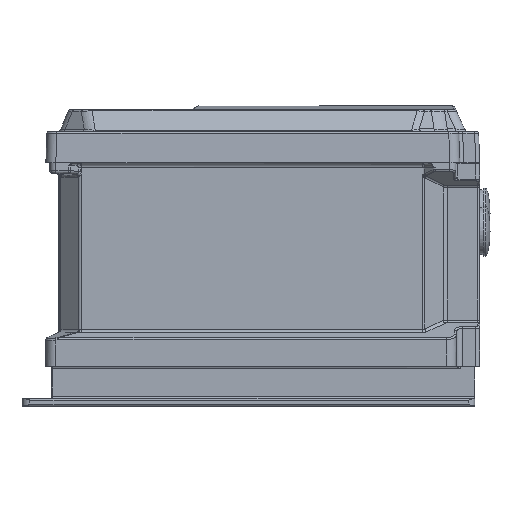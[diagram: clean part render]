
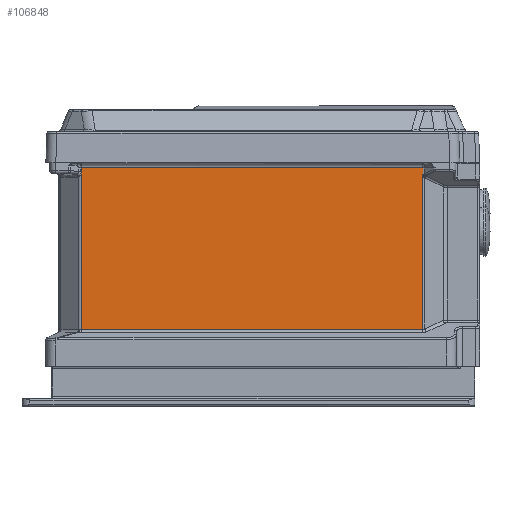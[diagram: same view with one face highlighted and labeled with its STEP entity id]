
A CAD part, left-side view. The second image highlights one B-rep face of the part: STEP entity #106848.
In plain terms, the highlighted planar face has unit normal (-1, 0, 0).
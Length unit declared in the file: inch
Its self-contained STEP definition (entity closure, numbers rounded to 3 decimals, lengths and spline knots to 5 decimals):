
#2568 = VECTOR ( 'NONE', #141136, 39.37008 ) ;
#2574 = LINE ( 'NONE', #119462, #20669 ) ;
#5407 = VECTOR ( 'NONE', #149839, 39.37008 ) ;
#9776 = CARTESIAN_POINT ( 'NONE',  ( -3.26772, -1.94019, -1.33711 ) ) ;
#11651 = LINE ( 'NONE', #108510, #94574 ) ;
#13094 = LINE ( 'NONE', #152711, #5407 ) ;
#20669 = VECTOR ( 'NONE', #138283, 39.37008 ) ;
#25313 = CARTESIAN_POINT ( 'NONE',  ( -3.26772, 5.24007, -4.40717 ) ) ;
#25569 = FACE_OUTER_BOUND ( 'NONE', #100040, .T. ) ;
#35089 = CARTESIAN_POINT ( 'NONE',  ( -3.26772, -1.94019, -4.40717 ) ) ;
#43386 = ORIENTED_EDGE ( 'NONE', *, *, #105141, .T. ) ;
#53932 = PLANE ( 'NONE',  #191453 ) ;
#58227 = CARTESIAN_POINT ( 'NONE',  ( -3.26772, 4.81375, -4.48151 ) ) ;
#61250 = CARTESIAN_POINT ( 'NONE',  ( -3.26772, 4.81375, -4.40717 ) ) ;
#69893 = DIRECTION ( 'NONE',  ( -1., 0., 0. ) ) ;
#75163 = VERTEX_POINT ( 'NONE', #35089 ) ;
#81323 = EDGE_CURVE ( 'NONE', #166437, #170048, #2574, .T. ) ;
#86788 = EDGE_CURVE ( 'NONE', #124799, #141202, #171517, .T. ) ;
#88685 = CARTESIAN_POINT ( 'NONE',  ( -3.26772, 5.24007, -4.48151 ) ) ;
#94574 = VECTOR ( 'NONE', #105657, 39.37008 ) ;
#100040 = EDGE_LOOP ( 'NONE', ( #204793, #43386, #171611, #209970, #184523 ) ) ;
#105141 = EDGE_CURVE ( 'NONE', #170048, #124799, #13094, .T. ) ;
#105657 = DIRECTION ( 'NONE',  ( 0., 0., 1. ) ) ;
#106848 = ADVANCED_FACE ( 'NONE', ( #25569 ), #53932, .T. ) ;
#108510 = CARTESIAN_POINT ( 'NONE',  ( -3.26772, -1.94019, -4.40717 ) ) ;
#119462 = CARTESIAN_POINT ( 'NONE',  ( -3.26772, -1.94019, -1.33711 ) ) ;
#124040 = DIRECTION ( 'NONE',  ( 0., 0., -1. ) ) ;
#124799 = VERTEX_POINT ( 'NONE', #166195 ) ;
#138283 = DIRECTION ( 'NONE',  ( 0., 0., 1. ) ) ;
#141136 = DIRECTION ( 'NONE',  ( 0., -1., 0. ) ) ;
#141202 = VERTEX_POINT ( 'NONE', #61250 ) ;
#149839 = DIRECTION ( 'NONE',  ( 0., 1., 0. ) ) ;
#150991 = VECTOR ( 'NONE', #124040, 39.37008 ) ;
#152711 = CARTESIAN_POINT ( 'NONE',  ( -3.26772, -1.94019, -1.20487 ) ) ;
#155235 = DIRECTION ( 'NONE',  ( 0., 0., 1. ) ) ;
#166195 = CARTESIAN_POINT ( 'NONE',  ( -3.26772, 4.81375, -1.20487 ) ) ;
#166437 = VERTEX_POINT ( 'NONE', #9776 ) ;
#170048 = VERTEX_POINT ( 'NONE', #193695 ) ;
#171517 = LINE ( 'NONE', #58227, #150991 ) ;
#171611 = ORIENTED_EDGE ( 'NONE', *, *, #86788, .T. ) ;
#181323 = LINE ( 'NONE', #25313, #2568 ) ;
#184523 = ORIENTED_EDGE ( 'NONE', *, *, #203282, .T. ) ;
#191453 = AXIS2_PLACEMENT_3D ( 'NONE', #88685, #69893, #155235 ) ;
#193695 = CARTESIAN_POINT ( 'NONE',  ( -3.26772, -1.94019, -1.20487 ) ) ;
#195669 = EDGE_CURVE ( 'NONE', #141202, #75163, #181323, .T. ) ;
#203282 = EDGE_CURVE ( 'NONE', #75163, #166437, #11651, .T. ) ;
#204793 = ORIENTED_EDGE ( 'NONE', *, *, #81323, .T. ) ;
#209970 = ORIENTED_EDGE ( 'NONE', *, *, #195669, .T. ) ;
